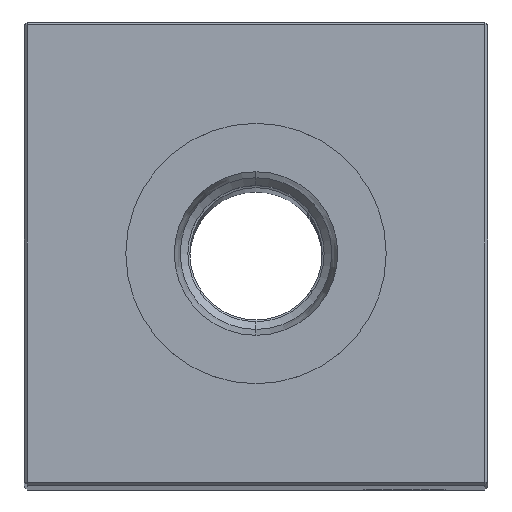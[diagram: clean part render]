
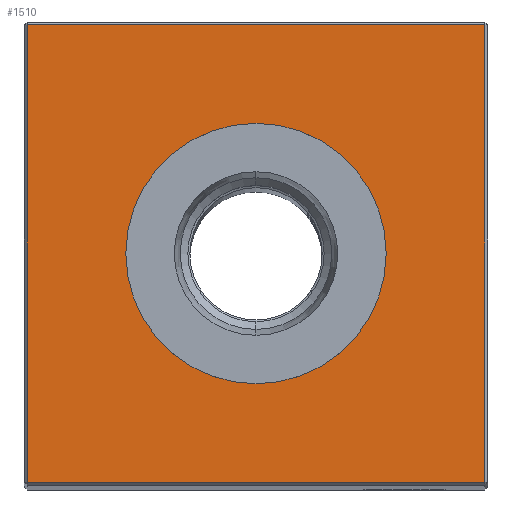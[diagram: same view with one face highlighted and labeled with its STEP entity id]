
A CAD part, top view. The second image highlights one B-rep face of the part: STEP entity #1510.
In plain terms, the highlighted planar face has unit normal (0, 0, 1).
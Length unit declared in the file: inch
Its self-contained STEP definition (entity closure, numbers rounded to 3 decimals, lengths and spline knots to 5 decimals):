
#119 = CARTESIAN_POINT ( 'NONE',  ( 0., 0.49213, 10.75 ) ) ;
#1510 = ADVANCED_FACE ( 'NONE', ( #14368, #16178 ), #18386, .F. ) ;
#1599 = VERTEX_POINT ( 'NONE', #15128 ) ;
#1786 = CARTESIAN_POINT ( 'NONE',  ( 0., 0., 10.75 ) ) ;
#3137 = DIRECTION ( 'NONE',  ( 0., -1., 0. ) ) ;
#3385 = ORIENTED_EDGE ( 'NONE', *, *, #16519, .T. ) ;
#3610 = ORIENTED_EDGE ( 'NONE', *, *, #5235, .T. ) ;
#4192 = VERTEX_POINT ( 'NONE', #119 ) ;
#4371 = DIRECTION ( 'NONE',  ( -1., 0., 0. ) ) ;
#5172 = VECTOR ( 'NONE', #17377, 39.37008 ) ;
#5235 = EDGE_CURVE ( 'NONE', #4192, #24522, #24677, .T. ) ;
#5352 = VERTEX_POINT ( 'NONE', #19842 ) ;
#5400 = LINE ( 'NONE', #11618, #5963 ) ;
#5699 = DIRECTION ( 'NONE',  ( 0., 0., -1. ) ) ;
#5732 = EDGE_CURVE ( 'NONE', #5352, #12069, #25492, .T. ) ;
#5963 = VECTOR ( 'NONE', #7849, 39.37008 ) ;
#6062 = EDGE_CURVE ( 'NONE', #1599, #5352, #19332, .T. ) ;
#6084 = VECTOR ( 'NONE', #16447, 39.37008 ) ;
#7232 = EDGE_CURVE ( 'NONE', #19900, #1599, #16569, .T. ) ;
#7383 = EDGE_LOOP ( 'NONE', ( #25417, #3385, #12654, #10582 ) ) ;
#7849 = DIRECTION ( 'NONE',  ( 1., 0., 0. ) ) ;
#7935 = DIRECTION ( 'NONE',  ( -1., 0., 0. ) ) ;
#8087 = CIRCLE ( 'NONE', #14299, 0.49213 ) ;
#8891 = AXIS2_PLACEMENT_3D ( 'NONE', #1786, #5699, #11787 ) ;
#10146 = CARTESIAN_POINT ( 'NONE',  ( 0., 0., 10.75 ) ) ;
#10582 = ORIENTED_EDGE ( 'NONE', *, *, #6062, .T. ) ;
#10850 = CARTESIAN_POINT ( 'NONE',  ( 0., 0., 10.75 ) ) ;
#11618 = CARTESIAN_POINT ( 'NONE',  ( 0., -0.865, 10.75 ) ) ;
#11787 = DIRECTION ( 'NONE',  ( -1., 0., 0. ) ) ;
#12069 = VERTEX_POINT ( 'NONE', #18501 ) ;
#12654 = ORIENTED_EDGE ( 'NONE', *, *, #7232, .T. ) ;
#14062 = CARTESIAN_POINT ( 'NONE',  ( 0.865, -0.865, 10.75 ) ) ;
#14299 = AXIS2_PLACEMENT_3D ( 'NONE', #10146, #15727, #7935 ) ;
#14368 = FACE_OUTER_BOUND ( 'NONE', #7383, .T. ) ;
#15128 = CARTESIAN_POINT ( 'NONE',  ( 0.865, 0.865, 10.75 ) ) ;
#15727 = DIRECTION ( 'NONE',  ( 0., 0., -1. ) ) ;
#16178 = FACE_BOUND ( 'NONE', #16803, .T. ) ;
#16447 = DIRECTION ( 'NONE',  ( 0., 1., 0. ) ) ;
#16519 = EDGE_CURVE ( 'NONE', #12069, #19900, #5400, .T. ) ;
#16569 = LINE ( 'NONE', #24527, #6084 ) ;
#16803 = EDGE_LOOP ( 'NONE', ( #3610, #17200 ) ) ;
#17200 = ORIENTED_EDGE ( 'NONE', *, *, #21297, .T. ) ;
#17377 = DIRECTION ( 'NONE',  ( -1., 0., 0. ) ) ;
#17438 = AXIS2_PLACEMENT_3D ( 'NONE', #10850, #18650, #4371 ) ;
#18386 = PLANE ( 'NONE',  #17438 ) ;
#18501 = CARTESIAN_POINT ( 'NONE',  ( -0.865, -0.865, 10.75 ) ) ;
#18650 = DIRECTION ( 'NONE',  ( 0., 0., -1. ) ) ;
#19332 = LINE ( 'NONE', #24950, #5172 ) ;
#19842 = CARTESIAN_POINT ( 'NONE',  ( -0.865, 0.865, 10.75 ) ) ;
#19900 = VERTEX_POINT ( 'NONE', #14062 ) ;
#21297 = EDGE_CURVE ( 'NONE', #24522, #4192, #8087, .T. ) ;
#22586 = VECTOR ( 'NONE', #3137, 39.37008 ) ;
#22896 = CARTESIAN_POINT ( 'NONE',  ( -0.865, 0., 10.75 ) ) ;
#24522 = VERTEX_POINT ( 'NONE', #24734 ) ;
#24527 = CARTESIAN_POINT ( 'NONE',  ( 0.865, 0., 10.75 ) ) ;
#24677 = CIRCLE ( 'NONE', #8891, 0.49213 ) ;
#24734 = CARTESIAN_POINT ( 'NONE',  ( 0., -0.49213, 10.75 ) ) ;
#24950 = CARTESIAN_POINT ( 'NONE',  ( 0., 0.865, 10.75 ) ) ;
#25417 = ORIENTED_EDGE ( 'NONE', *, *, #5732, .T. ) ;
#25492 = LINE ( 'NONE', #22896, #22586 ) ;
